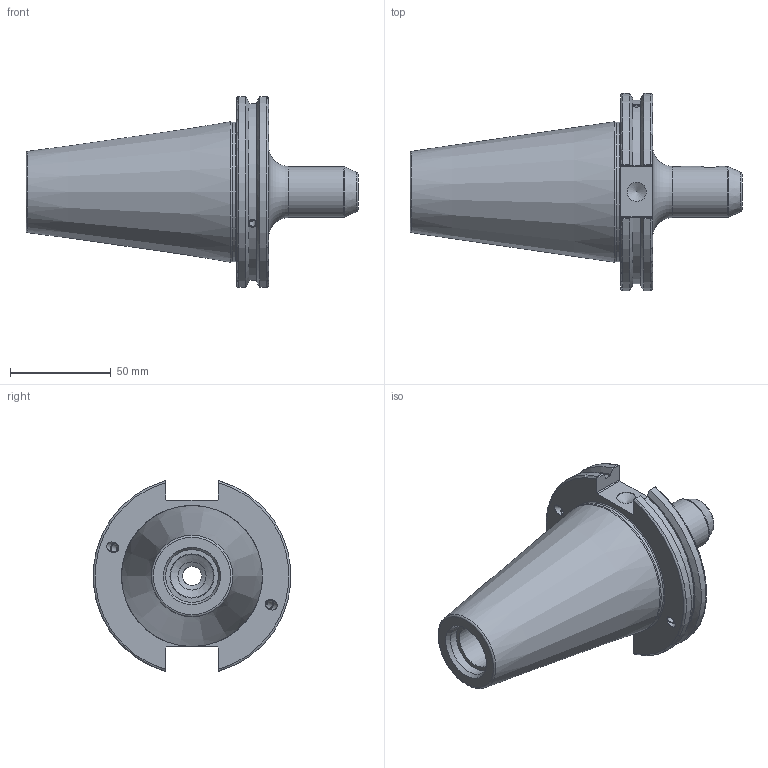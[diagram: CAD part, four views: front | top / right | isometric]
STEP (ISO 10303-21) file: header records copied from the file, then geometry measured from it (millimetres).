
FILE_DESCRIPTION(/* description */ (''),/* implementation_level */ '2;1');
FILE_NAME(/* name */ 'AL004B_CAT50ADB-EMH9.525-2.50.stp',/* time_stamp */ '2024-06-27T09:38:15+09:00',/* author */ ('YSH'),/* organization */ (''),/* preprocessor_version */ 'ST-DEVELOPER v20',/* originating_system */ 'Autodesk Inventor 2024',/* authorisation */ '');
FILE_SCHEMA (('AUTOMOTIVE_DESIGN { 1 0 10303 214 3 1 1 }'));
Length unit declared in the file: millimetre
Products named in the file (1): LO-CAT50ADB-EMH9.525-2.50
Bounding box: 165.1 x 98.06 x 94.69 mm (x, y, z)
Volume: 340474 mm3; surface area: 49431.5 mm2
Topology: 1 solids, 1 shells, 86 faces, 234 edges, 155 vertices
Faces by surface type: plane 35, cylinder 27, cone 14, torus 10
Full cylindrical faces by diameter (mm): 3.242 x4, 4.134 x2, 4.2 x2, 5 x2, 8.382 x1, 9.525 x2, 14 x1, 21.5 x1, 21.971 x1, 25.4 x1, 26.2 x1, 69.25 x1
Entity records: 3202 total; most frequent: CARTESIAN_POINT 1021, ORIENTED_EDGE 462, DIRECTION 427, EDGE_CURVE 231, AXIS2_PLACEMENT_3D 167, VERTEX_POINT 155, EDGE_LOOP 106, LINE 93
